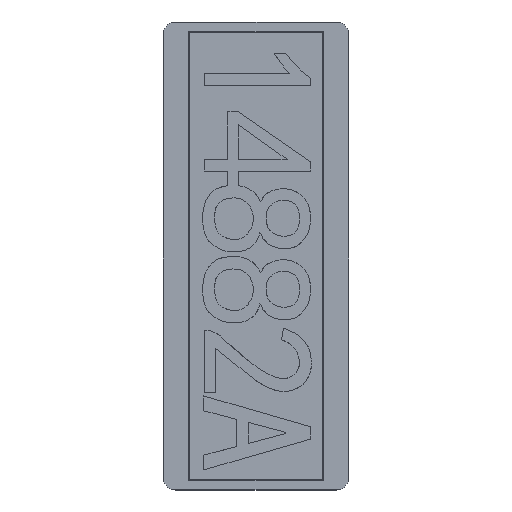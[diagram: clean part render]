
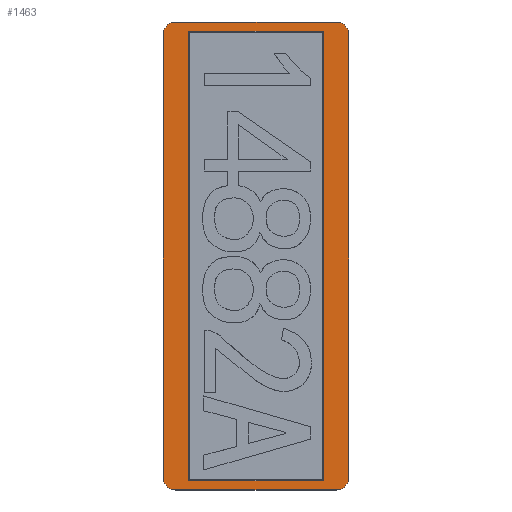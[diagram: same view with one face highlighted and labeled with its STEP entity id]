
A CAD part, top view. The second image highlights one B-rep face of the part: STEP entity #1463.
In plain terms, the highlighted planar face has unit normal (0, 0, 1).
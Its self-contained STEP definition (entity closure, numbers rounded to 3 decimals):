
#9 = CARTESIAN_POINT ( 'NONE',  ( 20.22, -54.071, 3.86 ) ) ;
#39 = VECTOR ( 'NONE', #1705, 1000. ) ;
#47 = DIRECTION ( 'NONE',  ( 0., 0., 1. ) ) ;
#59 = ORIENTED_EDGE ( 'NONE', *, *, #4096, .F. ) ;
#72 = CARTESIAN_POINT ( 'NONE',  ( -24.18, 54.67, 3.86 ) ) ;
#92 = CARTESIAN_POINT ( 'NONE',  ( 20.22, -51.071, 3.86 ) ) ;
#233 = VERTEX_POINT ( 'NONE', #4614 ) ;
#286 = EDGE_CURVE ( 'NONE', #4085, #233, #4690, .T. ) ;
#321 = CARTESIAN_POINT ( 'NONE',  ( 17.22, -49.38, 3.86 ) ) ;
#373 = PLANE ( 'NONE',  #4131 ) ;
#411 = VECTOR ( 'NONE', #1648, 1000. ) ;
#455 = AXIS2_PLACEMENT_3D ( 'NONE', #1212, #3378, #1272 ) ;
#459 = VERTEX_POINT ( 'NONE', #1766 ) ;
#501 = ORIENTED_EDGE ( 'NONE', *, *, #2031, .T. ) ;
#579 = LINE ( 'NONE', #3923, #411 ) ;
#585 = ORIENTED_EDGE ( 'NONE', *, *, #286, .T. ) ;
#706 = DIRECTION ( 'NONE',  ( 0., 0., -1. ) ) ;
#720 = DIRECTION ( 'NONE',  ( -1., 0., 0. ) ) ;
#724 = ORIENTED_EDGE ( 'NONE', *, *, #1165, .F. ) ;
#977 = ORIENTED_EDGE ( 'NONE', *, *, #1037, .F. ) ;
#1037 = EDGE_CURVE ( 'NONE', #2884, #2224, #3967, .T. ) ;
#1047 = CARTESIAN_POINT ( 'NONE',  ( -14.78, 54.67, 3.86 ) ) ;
#1165 = EDGE_CURVE ( 'NONE', #2116, #2178, #1801, .T. ) ;
#1212 = CARTESIAN_POINT ( 'NONE',  ( -17.78, 53.911, 3.86 ) ) ;
#1272 = DIRECTION ( 'NONE',  ( -1., 0., 0. ) ) ;
#1276 = DIRECTION ( 'NONE',  ( 0., 1., 0. ) ) ;
#1334 = CARTESIAN_POINT ( 'NONE',  ( -14.78, -51.83, 3.86 ) ) ;
#1339 = EDGE_LOOP ( 'NONE', ( #2638, #2486, #3951, #4640, #585, #501, #3981, #2352 ) ) ;
#1438 = CIRCLE ( 'NONE', #455, 3. ) ;
#1463 = ADVANCED_FACE ( 'NONE', ( #2485, #3541 ), #373, .F. ) ;
#1492 = DIRECTION ( 'NONE',  ( 0., -1., 0. ) ) ;
#1536 = EDGE_CURVE ( 'NONE', #459, #3250, #4699, .T. ) ;
#1580 = VECTOR ( 'NONE', #1842, 1000. ) ;
#1612 = VECTOR ( 'NONE', #3203, 1000. ) ;
#1648 = DIRECTION ( 'NONE',  ( 1., 0., 0. ) ) ;
#1680 = ORIENTED_EDGE ( 'NONE', *, *, #2817, .F. ) ;
#1695 = EDGE_CURVE ( 'NONE', #4234, #2117, #3501, .T. ) ;
#1705 = DIRECTION ( 'NONE',  ( -1., 0., 0. ) ) ;
#1728 = CARTESIAN_POINT ( 'NONE',  ( -20.78, 56.911, 3.86 ) ) ;
#1766 = CARTESIAN_POINT ( 'NONE',  ( -17.78, -54.071, 3.86 ) ) ;
#1801 = LINE ( 'NONE', #2970, #1864 ) ;
#1842 = DIRECTION ( 'NONE',  ( -1., 0., 0. ) ) ;
#1852 = CARTESIAN_POINT ( 'NONE',  ( 20.22, 53.911, 3.86 ) ) ;
#1864 = VECTOR ( 'NONE', #1492, 1000. ) ;
#1995 = AXIS2_PLACEMENT_3D ( 'NONE', #92, #3722, #4136 ) ;
#2031 = EDGE_CURVE ( 'NONE', #233, #459, #2687, .T. ) ;
#2116 = VERTEX_POINT ( 'NONE', #1047 ) ;
#2117 = VERTEX_POINT ( 'NONE', #2498 ) ;
#2128 = CIRCLE ( 'NONE', #4035, 3. ) ;
#2132 = CARTESIAN_POINT ( 'NONE',  ( 23.22, -51.071, 3.86 ) ) ;
#2142 = DIRECTION ( 'NONE',  ( 0., -1., 0. ) ) ;
#2147 = VECTOR ( 'NONE', #2142, 1000. ) ;
#2178 = VERTEX_POINT ( 'NONE', #1334 ) ;
#2224 = VERTEX_POINT ( 'NONE', #2718 ) ;
#2232 = DIRECTION ( 'NONE',  ( -1., 0., 0. ) ) ;
#2352 = ORIENTED_EDGE ( 'NONE', *, *, #4054, .T. ) ;
#2467 = EDGE_CURVE ( 'NONE', #3193, #3827, #4125, .T. ) ;
#2485 = FACE_BOUND ( 'NONE', #3851, .T. ) ;
#2486 = ORIENTED_EDGE ( 'NONE', *, *, #3262, .T. ) ;
#2498 = CARTESIAN_POINT ( 'NONE',  ( -17.78, 56.911, 3.86 ) ) ;
#2541 = CIRCLE ( 'NONE', #1995, 3. ) ;
#2638 = ORIENTED_EDGE ( 'NONE', *, *, #2467, .T. ) ;
#2687 = CIRCLE ( 'NONE', #2929, 3. ) ;
#2718 = CARTESIAN_POINT ( 'NONE',  ( 17.22, 54.67, 3.86 ) ) ;
#2728 = VECTOR ( 'NONE', #2893, 1000. ) ;
#2772 = CARTESIAN_POINT ( 'NONE',  ( -20.78, 56.911, 3.86 ) ) ;
#2817 = EDGE_CURVE ( 'NONE', #2224, #2116, #3658, .T. ) ;
#2884 = VERTEX_POINT ( 'NONE', #3352 ) ;
#2893 = DIRECTION ( 'NONE',  ( 0., 1., 0. ) ) ;
#2929 = AXIS2_PLACEMENT_3D ( 'NONE', #3608, #47, #720 ) ;
#2970 = CARTESIAN_POINT ( 'NONE',  ( -14.78, -49.38, 3.86 ) ) ;
#3087 = CARTESIAN_POINT ( 'NONE',  ( -20.78, 53.911, 3.86 ) ) ;
#3193 = VERTEX_POINT ( 'NONE', #2132 ) ;
#3203 = DIRECTION ( 'NONE',  ( 1., 0., 0. ) ) ;
#3250 = VERTEX_POINT ( 'NONE', #9 ) ;
#3262 = EDGE_CURVE ( 'NONE', #3827, #4234, #2128, .T. ) ;
#3305 = VECTOR ( 'NONE', #1276, 1000. ) ;
#3316 = DIRECTION ( 'NONE',  ( 0., 0., 1. ) ) ;
#3352 = CARTESIAN_POINT ( 'NONE',  ( 17.22, -51.83, 3.86 ) ) ;
#3378 = DIRECTION ( 'NONE',  ( 0., 0., 1. ) ) ;
#3462 = CARTESIAN_POINT ( 'NONE',  ( 23.22, 56.911, 3.86 ) ) ;
#3501 = LINE ( 'NONE', #1728, #39 ) ;
#3541 = FACE_OUTER_BOUND ( 'NONE', #1339, .T. ) ;
#3585 = EDGE_CURVE ( 'NONE', #2117, #4085, #1438, .T. ) ;
#3608 = CARTESIAN_POINT ( 'NONE',  ( -17.78, -51.071, 3.86 ) ) ;
#3658 = LINE ( 'NONE', #72, #1580 ) ;
#3722 = DIRECTION ( 'NONE',  ( 0., 0., 1. ) ) ;
#3827 = VERTEX_POINT ( 'NONE', #3854 ) ;
#3851 = EDGE_LOOP ( 'NONE', ( #59, #724, #1680, #977 ) ) ;
#3854 = CARTESIAN_POINT ( 'NONE',  ( 23.22, 53.911, 3.86 ) ) ;
#3923 = CARTESIAN_POINT ( 'NONE',  ( -24.18, -51.83, 3.86 ) ) ;
#3951 = ORIENTED_EDGE ( 'NONE', *, *, #1695, .T. ) ;
#3967 = LINE ( 'NONE', #321, #2728 ) ;
#3972 = CARTESIAN_POINT ( 'NONE',  ( 20.22, 56.911, 3.86 ) ) ;
#3981 = ORIENTED_EDGE ( 'NONE', *, *, #1536, .T. ) ;
#4035 = AXIS2_PLACEMENT_3D ( 'NONE', #1852, #3316, #2232 ) ;
#4054 = EDGE_CURVE ( 'NONE', #3250, #3193, #2541, .T. ) ;
#4085 = VERTEX_POINT ( 'NONE', #3087 ) ;
#4096 = EDGE_CURVE ( 'NONE', #2178, #2884, #579, .T. ) ;
#4125 = LINE ( 'NONE', #3462, #3305 ) ;
#4131 = AXIS2_PLACEMENT_3D ( 'NONE', #4678, #706, #4316 ) ;
#4136 = DIRECTION ( 'NONE',  ( -1., 0., 0. ) ) ;
#4234 = VERTEX_POINT ( 'NONE', #3972 ) ;
#4316 = DIRECTION ( 'NONE',  ( 0., -1., 0. ) ) ;
#4600 = CARTESIAN_POINT ( 'NONE',  ( -20.78, -54.071, 3.86 ) ) ;
#4614 = CARTESIAN_POINT ( 'NONE',  ( -20.78, -51.071, 3.86 ) ) ;
#4640 = ORIENTED_EDGE ( 'NONE', *, *, #3585, .T. ) ;
#4678 = CARTESIAN_POINT ( 'NONE',  ( -24.18, -49.38, 3.86 ) ) ;
#4690 = LINE ( 'NONE', #2772, #2147 ) ;
#4699 = LINE ( 'NONE', #4600, #1612 ) ;
